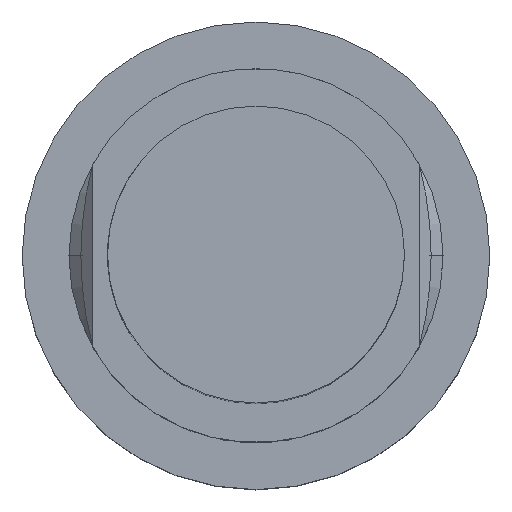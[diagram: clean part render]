
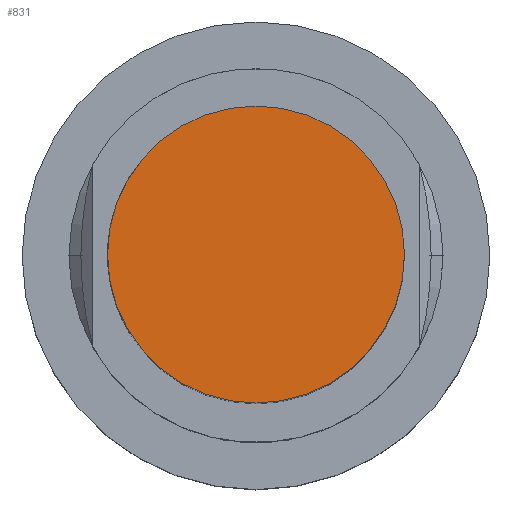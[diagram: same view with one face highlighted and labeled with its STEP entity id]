
A CAD part, top view. The second image highlights one B-rep face of the part: STEP entity #831.
In plain terms, the highlighted planar face has unit normal (0, 0, 1).
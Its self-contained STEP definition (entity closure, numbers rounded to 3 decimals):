
#66 = AXIS2_PLACEMENT_3D ( 'NONE', #247, #927, #552 ) ;
#99 = CIRCLE ( 'NONE', #765, 15.875 ) ;
#148 = EDGE_CURVE ( 'NONE', #584, #846, #99, .T. ) ;
#222 = AXIS2_PLACEMENT_3D ( 'NONE', #863, #416, #938 ) ;
#246 = ORIENTED_EDGE ( 'NONE', *, *, #887, .T. ) ;
#247 = CARTESIAN_POINT ( 'NONE',  ( 0., 0., 0. ) ) ;
#263 = CARTESIAN_POINT ( 'NONE',  ( 15.875, 0., 0. ) ) ;
#284 = ORIENTED_EDGE ( 'NONE', *, *, #148, .T. ) ;
#382 = EDGE_LOOP ( 'NONE', ( #284, #246 ) ) ;
#416 = DIRECTION ( 'NONE',  ( 0., 0., 1. ) ) ;
#437 = CARTESIAN_POINT ( 'NONE',  ( 0., 0., 0. ) ) ;
#507 = DIRECTION ( 'NONE',  ( 1., 0., 0. ) ) ;
#552 = DIRECTION ( 'NONE',  ( -1., 0., 0. ) ) ;
#584 = VERTEX_POINT ( 'NONE', #263 ) ;
#638 = CARTESIAN_POINT ( 'NONE',  ( -15.875, 0., 0. ) ) ;
#765 = AXIS2_PLACEMENT_3D ( 'NONE', #437, #957, #507 ) ;
#780 = PLANE ( 'NONE',  #66 ) ;
#782 = FACE_OUTER_BOUND ( 'NONE', #382, .T. ) ;
#831 = ADVANCED_FACE ( 'NONE', ( #782 ), #780, .F. ) ;
#846 = VERTEX_POINT ( 'NONE', #638 ) ;
#863 = CARTESIAN_POINT ( 'NONE',  ( 0., 0., 0. ) ) ;
#887 = EDGE_CURVE ( 'NONE', #846, #584, #931, .T. ) ;
#927 = DIRECTION ( 'NONE',  ( 0., 0., -1. ) ) ;
#931 = CIRCLE ( 'NONE', #222, 15.875 ) ;
#938 = DIRECTION ( 'NONE',  ( 1., 0., 0. ) ) ;
#957 = DIRECTION ( 'NONE',  ( 0., 0., 1. ) ) ;
